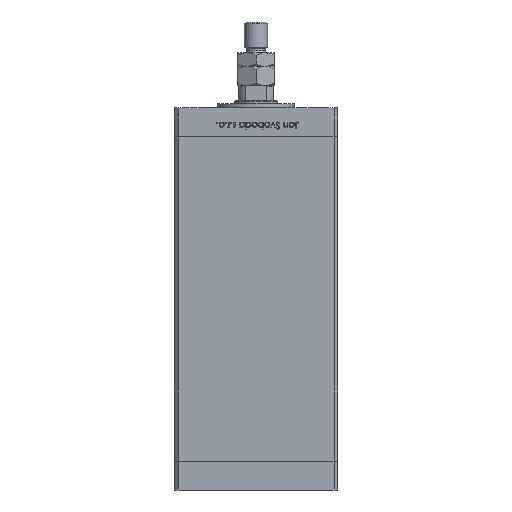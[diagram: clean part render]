
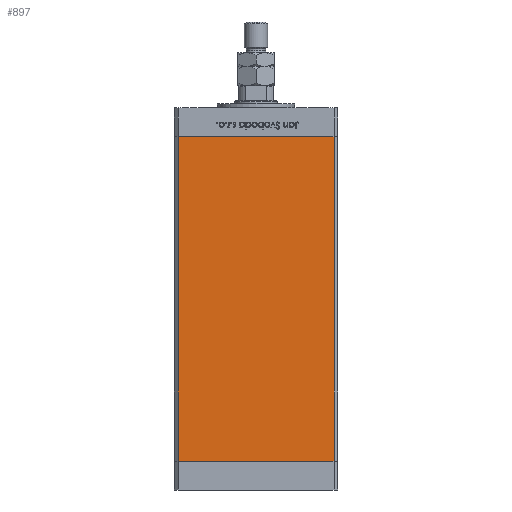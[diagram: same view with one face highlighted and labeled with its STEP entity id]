
A CAD part, front view. The second image highlights one B-rep face of the part: STEP entity #897.
In plain terms, the highlighted planar face has unit normal (0, -1, 0).
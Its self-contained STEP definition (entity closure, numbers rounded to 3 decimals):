
#897 = ADVANCED_FACE ( 'NONE', ( #30156 ), #22017, .F. ) ;
#1593 = CARTESIAN_POINT ( 'NONE',  ( -40.5, -37.5, 168.5 ) ) ;
#1617 = DIRECTION ( 'NONE',  ( 0., 1., 0. ) ) ;
#1962 = ORIENTED_EDGE ( 'NONE', *, *, #5813, .T. ) ;
#3780 = CARTESIAN_POINT ( 'NONE',  ( 40.5, -37.5, 168.5 ) ) ;
#4279 = EDGE_CURVE ( 'NONE', #39807, #47265, #10646, .T. ) ;
#5813 = EDGE_CURVE ( 'NONE', #7280, #9759, #37702, .T. ) ;
#6865 = EDGE_CURVE ( 'NONE', #39807, #7280, #30132, .T. ) ;
#7280 = VERTEX_POINT ( 'NONE', #22461 ) ;
#7915 = ORIENTED_EDGE ( 'NONE', *, *, #4279, .F. ) ;
#9183 = VECTOR ( 'NONE', #27234, 1000. ) ;
#9759 = VERTEX_POINT ( 'NONE', #50339 ) ;
#10554 = DIRECTION ( 'NONE',  ( 0., 0., -1. ) ) ;
#10646 = LINE ( 'NONE', #39722, #9183 ) ;
#12746 = VECTOR ( 'NONE', #10554, 1000. ) ;
#18947 = DIRECTION ( 'NONE',  ( 1., 0., 0. ) ) ;
#20357 = CARTESIAN_POINT ( 'NONE',  ( -40.5, -37.5, 168.5 ) ) ;
#21708 = EDGE_CURVE ( 'NONE', #47265, #9759, #22745, .T. ) ;
#22017 = PLANE ( 'NONE',  #28154 ) ;
#22461 = CARTESIAN_POINT ( 'NONE',  ( -40.5, -37.5, 0. ) ) ;
#22745 = LINE ( 'NONE', #31443, #33858 ) ;
#24844 = ORIENTED_EDGE ( 'NONE', *, *, #21708, .F. ) ;
#27234 = DIRECTION ( 'NONE',  ( 1., 0., 0. ) ) ;
#28154 = AXIS2_PLACEMENT_3D ( 'NONE', #50792, #1617, #38584 ) ;
#30132 = LINE ( 'NONE', #1593, #12746 ) ;
#30156 = FACE_OUTER_BOUND ( 'NONE', #30641, .T. ) ;
#30641 = EDGE_LOOP ( 'NONE', ( #1962, #24844, #7915, #36058 ) ) ;
#31443 = CARTESIAN_POINT ( 'NONE',  ( 40.5, -37.5, 168.5 ) ) ;
#33858 = VECTOR ( 'NONE', #51526, 1000. ) ;
#36058 = ORIENTED_EDGE ( 'NONE', *, *, #6865, .T. ) ;
#37702 = LINE ( 'NONE', #50190, #52634 ) ;
#38584 = DIRECTION ( 'NONE',  ( 0., 0., 1. ) ) ;
#39722 = CARTESIAN_POINT ( 'NONE',  ( -40.5, -37.5, 168.5 ) ) ;
#39807 = VERTEX_POINT ( 'NONE', #20357 ) ;
#47265 = VERTEX_POINT ( 'NONE', #3780 ) ;
#50190 = CARTESIAN_POINT ( 'NONE',  ( -40.5, -37.5, 0. ) ) ;
#50339 = CARTESIAN_POINT ( 'NONE',  ( 40.5, -37.5, 0. ) ) ;
#50792 = CARTESIAN_POINT ( 'NONE',  ( -40.5, -37.5, 168.5 ) ) ;
#51526 = DIRECTION ( 'NONE',  ( 0., 0., -1. ) ) ;
#52634 = VECTOR ( 'NONE', #18947, 1000. ) ;
